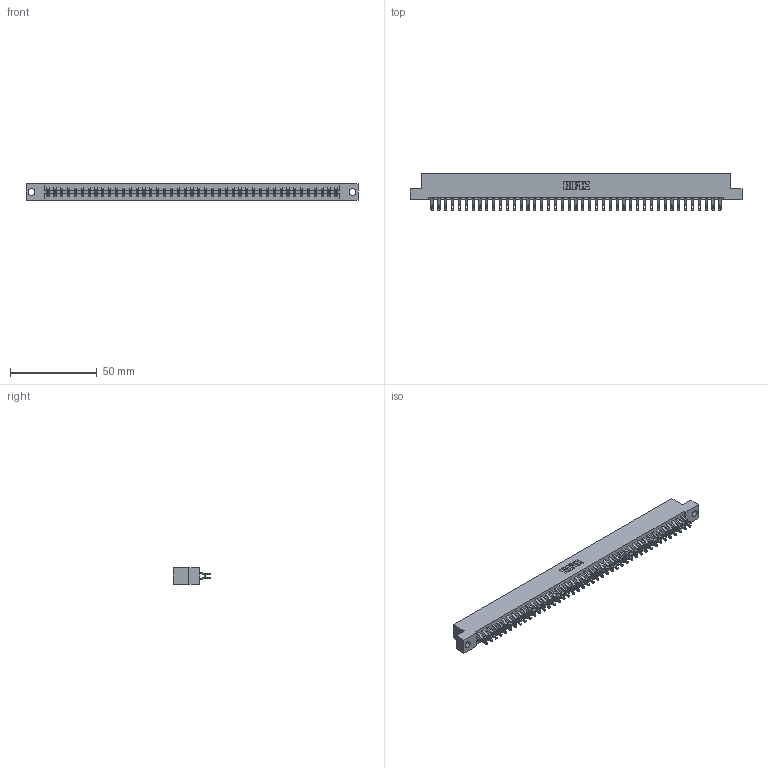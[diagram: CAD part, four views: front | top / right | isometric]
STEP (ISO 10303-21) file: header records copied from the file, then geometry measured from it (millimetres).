
FILE_DESCRIPTION (( 'STEP AP203' ), '1' );
FILE_NAME ('833-086-555-204.STEP', '2020-06-06T03:51:38', ( '' ), ( '' ), 'SwSTEP 2.0', 'SolidWorks 2020', '' );
FILE_SCHEMA (( 'CONFIG_CONTROL_DESIGN' ));
Length unit declared in the file: inch
Products named in the file (3): 833 Part_Flush - .156 Dia - TH; 345-292-001_555 Tail; 833-086-555-204
Assembly tree (87 placements, depth 2):
  833-086-555-204
    833 Part_Flush - .156 Dia - TH
    345-292-001_555 Tail  x86
Bounding box: 191.92 x 21.47 x 9.4 mm (x, y, z)
Volume: 19765.1 mm3; surface area: 24110.3 mm2
Topology: 87 solids, 87 shells, 5102 faces, 16049 edges, 10698 vertices
Faces by surface type: plane 2994, cylinder 2108
Entity records: 27863 total; most frequent: CARTESIAN_POINT 4652, ORIENTED_EDGE 4558, DIRECTION 3943, EDGE_CURVE 2279, LINE 2131, VECTOR 2131, VERTEX_POINT 1518, AXIS2_PLACEMENT_3D 906
